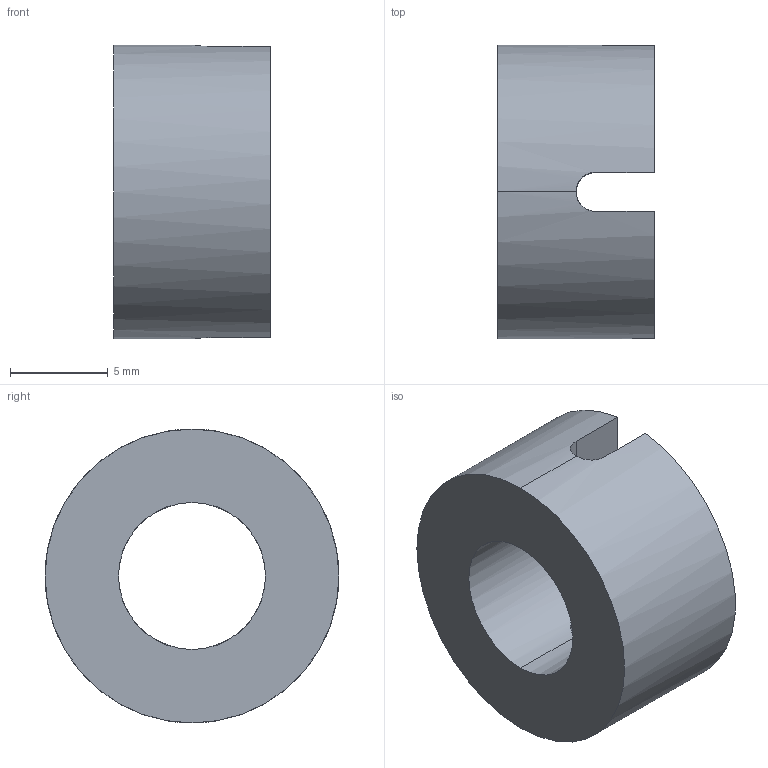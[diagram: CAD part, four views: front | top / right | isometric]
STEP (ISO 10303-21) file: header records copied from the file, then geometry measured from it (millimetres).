
FILE_DESCRIPTION (( 'STEP AP203' ), '1' );
FILE_NAME ('Guide avant de vis_Défaut_sldprt.STEP', '2024-09-06T13:39:48', ( '' ), ( '' ), 'SwSTEP 2.0', 'SolidWorks 2020', '' );
FILE_SCHEMA (( 'CONFIG_CONTROL_DESIGN' ));
Length unit declared in the file: millimetre
Products named in the file (1): Guide avant de vis_Défaut_sldprt
Bounding box: 8 x 15 x 15 mm (x, y, z)
Volume: 1003.2 mm3; surface area: 854.6 mm2
Topology: 1 solids, 1 shells, 13 faces, 36 edges, 24 vertices
Faces by surface type: plane 7, cylinder 6
Entity records: 555 total; most frequent: CARTESIAN_POINT 146, ORIENTED_EDGE 72, DIRECTION 64, EDGE_CURVE 36, VERTEX_POINT 24, AXIS2_PLACEMENT_3D 22, LINE 20, VECTOR 20
